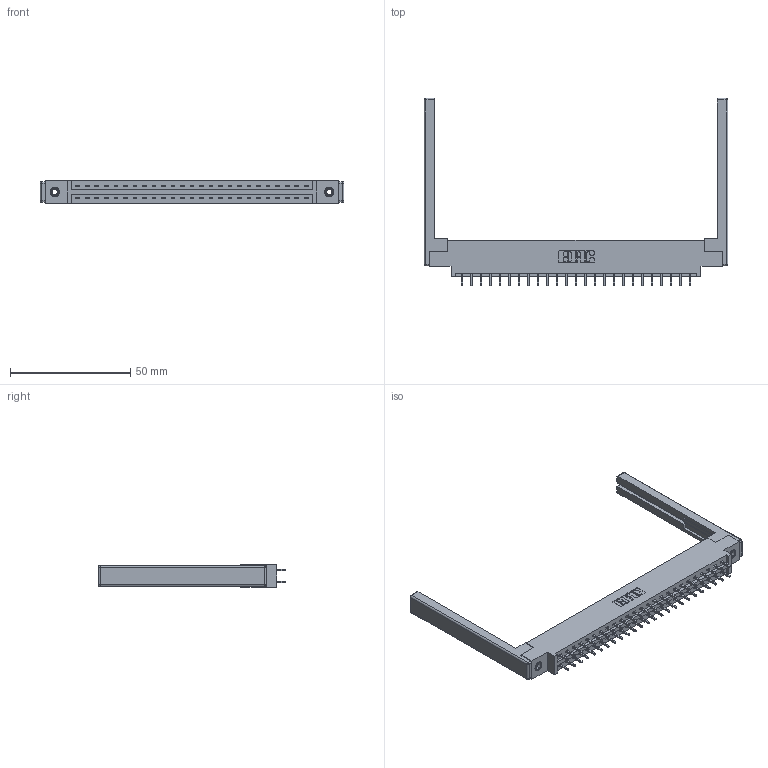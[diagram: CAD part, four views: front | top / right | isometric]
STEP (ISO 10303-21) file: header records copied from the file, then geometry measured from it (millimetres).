
FILE_DESCRIPTION (( 'STEP AP203' ), '1' );
FILE_NAME ('337-050-521-868.STEP', '2019-10-11T17:24:48', ( '' ), ( '' ), 'SwSTEP 2.0', 'SolidWorks 2016', '' );
FILE_SCHEMA (( 'CONFIG_CONTROL_DESIGN' ));
Length unit declared in the file: inch
Products named in the file (5): 337 Part_0.170 Offset - 0.156 Dia-TI; 345-250-001_345-250-001-102; 337-050-521-868; 345-292-001_345-293-121; 307-220-068
Assembly tree (55 placements, depth 2):
  337-050-521-868
    337 Part_0.170 Offset - 0.156 Dia-TI
    345-292-001_345-293-121  x50
    345-250-001_345-250-001-102  x2
    307-220-068  x2
Bounding box: 126.49 x 78.11 x 9.4 mm (x, y, z)
Volume: 17351.3 mm3; surface area: 18487.5 mm2
Topology: 55 solids, 55 shells, 2972 faces, 8763 edges, 5754 vertices
Faces by surface type: plane 2062, cylinder 886, cone 12, sphere 8, torus 4
Entity records: 24492 total; most frequent: CARTESIAN_POINT 4107, ORIENTED_EDGE 4032, DIRECTION 3594, EDGE_CURVE 2016, VECTOR 1838, LINE 1838, VERTEX_POINT 1334, AXIS2_PLACEMENT_3D 878
